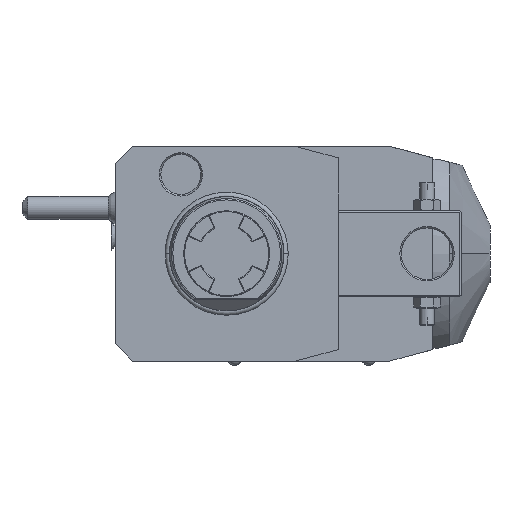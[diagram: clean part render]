
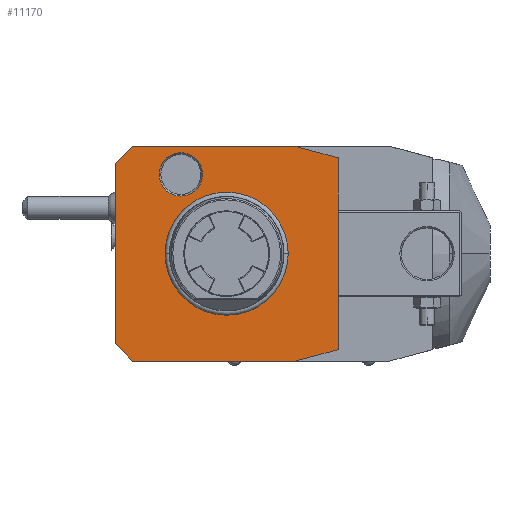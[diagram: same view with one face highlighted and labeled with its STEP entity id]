
A CAD part, front view. The second image highlights one B-rep face of the part: STEP entity #11170.
In plain terms, the highlighted planar face has unit normal (0, -1, 0).
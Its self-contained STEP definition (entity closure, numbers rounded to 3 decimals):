
#349=DIRECTION('',(1.,0.,0.));
#350=VECTOR('',#349,57.);
#351=CARTESIAN_POINT('',(-33.,0.,-37.5));
#352=LINE('',#351,#350);
#353=DIRECTION('',(0.707,0.,-0.707));
#354=VECTOR('',#353,8.485);
#355=CARTESIAN_POINT('',(-39.,0.,-31.5));
#356=LINE('',#355,#354);
#357=DIRECTION('',(0.,0.,-1.));
#358=VECTOR('',#357,63.);
#359=CARTESIAN_POINT('',(-39.,0.,31.5));
#360=LINE('',#359,#358);
#361=DIRECTION('',(-0.707,0.,-0.707));
#362=VECTOR('',#361,8.485);
#363=CARTESIAN_POINT('',(-33.,0.,37.5));
#364=LINE('',#363,#362);
#365=DIRECTION('',(-1.,0.,0.));
#366=VECTOR('',#365,57.);
#367=CARTESIAN_POINT('',(24.,0.,37.5));
#368=LINE('',#367,#366);
#369=DIRECTION('',(-0.966,0.,0.259));
#370=VECTOR('',#369,15.529);
#371=CARTESIAN_POINT('',(39.,0.,33.481));
#372=LINE('',#371,#370);
#373=DIRECTION('',(0.,0.,1.));
#374=VECTOR('',#373,66.962);
#375=CARTESIAN_POINT('',(39.,0.,-33.481));
#376=LINE('',#375,#374);
#377=DIRECTION('',(0.966,0.,0.259));
#378=VECTOR('',#377,15.529);
#379=CARTESIAN_POINT('',(24.,0.,-37.5));
#380=LINE('',#379,#378);
#381=CARTESIAN_POINT('',(-16.,0.,27.713));
#382=DIRECTION('',(0.,1.,0.));
#383=DIRECTION('',(1.,0.,0.));
#384=AXIS2_PLACEMENT_3D('',#381,#382,#383);
#386=CARTESIAN_POINT('',(-16.,0.,27.713));
#387=DIRECTION('',(0.,1.,0.));
#388=DIRECTION('',(-1.,0.,0.));
#389=AXIS2_PLACEMENT_3D('',#386,#387,#388);
#3264=CARTESIAN_POINT('',(0.,0.,0.));
#3265=DIRECTION('',(0.,-1.,0.));
#3266=DIRECTION('',(1.,0.,0.));
#3267=AXIS2_PLACEMENT_3D('',#3264,#3265,#3266);
#3269=CARTESIAN_POINT('',(0.,0.,0.));
#3270=DIRECTION('',(0.,-1.,0.));
#3271=DIRECTION('',(-1.,0.,0.));
#3272=AXIS2_PLACEMENT_3D('',#3269,#3270,#3271);
#9700=CARTESIAN_POINT('',(-8.423,0.,27.713));
#9701=CARTESIAN_POINT('',(-23.577,0.,27.713));
#9702=VERTEX_POINT('',#9700);
#9703=VERTEX_POINT('',#9701);
#10616=CARTESIAN_POINT('',(-33.,0.,-37.5));
#10617=CARTESIAN_POINT('',(24.,0.,-37.5));
#10618=VERTEX_POINT('',#10616);
#10619=VERTEX_POINT('',#10617);
#10620=CARTESIAN_POINT('',(39.,0.,-33.481));
#10621=VERTEX_POINT('',#10620);
#10622=CARTESIAN_POINT('',(39.,0.,33.481));
#10623=VERTEX_POINT('',#10622);
#10624=CARTESIAN_POINT('',(24.,0.,37.5));
#10625=VERTEX_POINT('',#10624);
#10626=CARTESIAN_POINT('',(-33.,0.,37.5));
#10627=VERTEX_POINT('',#10626);
#10628=CARTESIAN_POINT('',(-39.,0.,31.5));
#10629=VERTEX_POINT('',#10628);
#10630=CARTESIAN_POINT('',(-39.,0.,-31.5));
#10631=VERTEX_POINT('',#10630);
#10700=CARTESIAN_POINT('',(21.137,0.,0.));
#10701=CARTESIAN_POINT('',(-21.137,0.,0.));
#10702=VERTEX_POINT('',#10700);
#10703=VERTEX_POINT('',#10701);
#11138=CARTESIAN_POINT('',(0.,0.,0.));
#11139=DIRECTION('',(0.,-1.,0.));
#11140=DIRECTION('',(-1.,0.,0.));
#11141=AXIS2_PLACEMENT_3D('',#11138,#11139,#11140);
#11142=PLANE('',#11141);
#11143=ORIENTED_EDGE('',*,*,#11086,.F.);
#11145=ORIENTED_EDGE('',*,*,#11144,.F.);
#11147=ORIENTED_EDGE('',*,*,#11146,.F.);
#11149=ORIENTED_EDGE('',*,*,#11148,.F.);
#11150=ORIENTED_EDGE('',*,*,#10977,.F.);
#11152=ORIENTED_EDGE('',*,*,#11151,.F.);
#11154=ORIENTED_EDGE('',*,*,#11153,.F.);
#11155=ORIENTED_EDGE('',*,*,#11130,.F.);
#11156=EDGE_LOOP('',(#11143,#11145,#11147,#11149,#11150,#11152,#11154,#11155));
#11157=FACE_OUTER_BOUND('',#11156,.F.);
#11159=ORIENTED_EDGE('',*,*,#11158,.T.);
#11161=ORIENTED_EDGE('',*,*,#11160,.T.);
#11162=EDGE_LOOP('',(#11159,#11161));
#11163=FACE_BOUND('',#11162,.F.);
#11165=ORIENTED_EDGE('',*,*,#11164,.F.);
#11167=ORIENTED_EDGE('',*,*,#11166,.F.);
#11168=EDGE_LOOP('',(#11165,#11167));
#11169=FACE_BOUND('',#11168,.F.);
#385=CIRCLE('',#384,7.577);
#390=CIRCLE('',#389,7.577);
#3268=CIRCLE('',#3267,21.137);
#3273=CIRCLE('',#3272,21.137);
#10977=EDGE_CURVE('',#10625,#10627,#368,.T.);
#11086=EDGE_CURVE('',#10618,#10619,#352,.T.);
#11130=EDGE_CURVE('',#10619,#10621,#380,.T.);
#11144=EDGE_CURVE('',#10631,#10618,#356,.T.);
#11146=EDGE_CURVE('',#10629,#10631,#360,.T.);
#11148=EDGE_CURVE('',#10627,#10629,#364,.T.);
#11151=EDGE_CURVE('',#10623,#10625,#372,.T.);
#11153=EDGE_CURVE('',#10621,#10623,#376,.T.);
#11158=EDGE_CURVE('',#10702,#10703,#3268,.T.);
#11160=EDGE_CURVE('',#10703,#10702,#3273,.T.);
#11164=EDGE_CURVE('',#9702,#9703,#385,.T.);
#11166=EDGE_CURVE('',#9703,#9702,#390,.T.);
#11170=ADVANCED_FACE('',(#11157,#11163,#11169),#11142,.T.);
